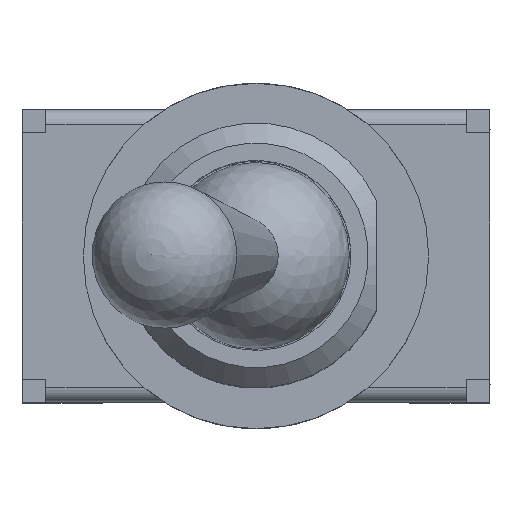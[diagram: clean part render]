
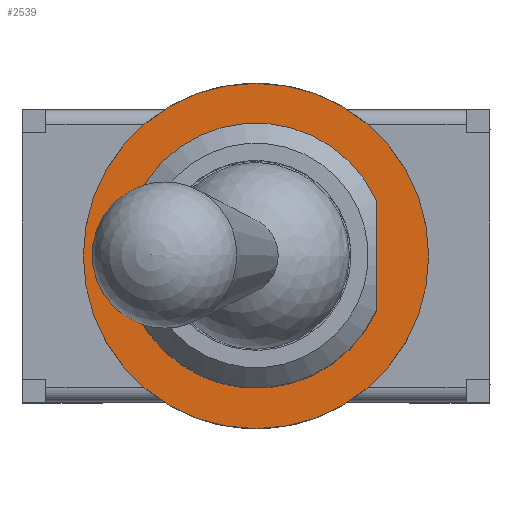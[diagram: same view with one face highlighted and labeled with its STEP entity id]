
A CAD part, top view. The second image highlights one B-rep face of the part: STEP entity #2539.
In plain terms, the highlighted planar face has unit normal (0, 0, 1).
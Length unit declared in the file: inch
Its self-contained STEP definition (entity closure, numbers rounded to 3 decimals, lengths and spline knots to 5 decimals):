
#32=FACE_BOUND('',#950,.T.);
#65=CIRCLE('',#2722,0.09055);
#66=CIRCLE('',#2724,0.11811);
#117=PLANE('',#2723);
#255=LINE('',#4435,#527);
#527=VECTOR('',#3054,0.3937);
#806=FACE_OUTER_BOUND('',#949,.T.);
#949=EDGE_LOOP('',(#2002));
#950=EDGE_LOOP('',(#2003,#2004));
#1194=VERTEX_POINT('',#4432);
#1195=VERTEX_POINT('',#4434);
#1196=VERTEX_POINT('',#4441);
#1486=EDGE_CURVE('',#1195,#1194,#255,.T.);
#1488=EDGE_CURVE('',#1194,#1195,#65,.T.);
#1489=EDGE_CURVE('',#1196,#1196,#66,.T.);
#2002=ORIENTED_EDGE('',*,*,#1489,.F.);
#2003=ORIENTED_EDGE('',*,*,#1486,.T.);
#2004=ORIENTED_EDGE('',*,*,#1488,.T.);
#2539=ADVANCED_FACE('',(#806,#32),#117,.F.);
#2722=AXIS2_PLACEMENT_3D('',#4439,#3060,#3061);
#2723=AXIS2_PLACEMENT_3D('',#4440,#3062,#3063);
#2724=AXIS2_PLACEMENT_3D('',#4442,#3064,#3065);
#3054=DIRECTION('',(0.,-1.,0.));
#3060=DIRECTION('center_axis',(0.,0.,
-1.));
#3061=DIRECTION('ref_axis',(-0.909,-0.417,0.));
#3062=DIRECTION('center_axis',(0.,0.,
-1.));
#3063=DIRECTION('ref_axis',(-1.,0.,0.));
#3064=DIRECTION('center_axis',(0.,0.,
-1.));
#3065=DIRECTION('ref_axis',(-1.,0.,0.));
#4432=CARTESIAN_POINT('',(0.08228,-0.0378,0.30866));
#4434=CARTESIAN_POINT('',(0.08228,0.0378,0.30866));
#4435=CARTESIAN_POINT('',(0.08228,0.0189,0.30866));
#4439=CARTESIAN_POINT('Origin',(0.,0.,
0.30866));
#4440=CARTESIAN_POINT('Origin',(0.,0.,
0.30866));
#4441=CARTESIAN_POINT('',(0.11811,0.,0.30866));
#4442=CARTESIAN_POINT('Origin',(0.,0.,
0.30866));
